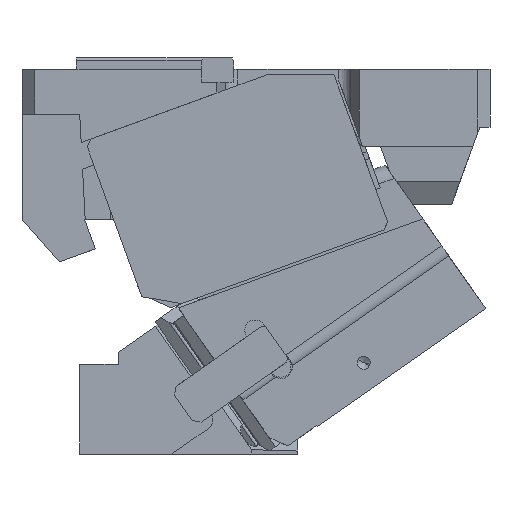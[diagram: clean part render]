
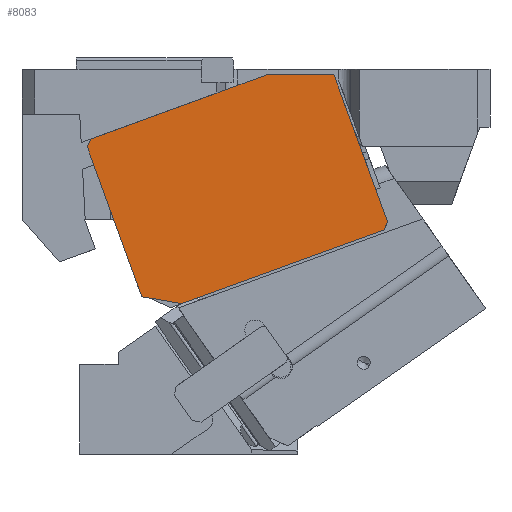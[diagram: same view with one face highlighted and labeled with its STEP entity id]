
A CAD part, front view. The second image highlights one B-rep face of the part: STEP entity #8083.
In plain terms, the highlighted planar face has unit normal (0, -1, 0).
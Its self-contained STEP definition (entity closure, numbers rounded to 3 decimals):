
#2563=CARTESIAN_POINT('Vertex',(-231.076,-126.,245.939)) ;
#2566=CARTESIAN_POINT('Line Origine',(-181.512,-126.,263.978)) ;
#2570=CARTESIAN_POINT('Vertex',(-131.949,-126.,282.018)) ;
#2664=CARTESIAN_POINT('Vertex',(-191.576,-126.,122.796)) ;
#2667=CARTESIAN_POINT('Line Origine',(-212.82,-126.,181.163)) ;
#2671=CARTESIAN_POINT('Vertex',(-234.064,-126.,239.53)) ;
#2882=CARTESIAN_POINT('Vertex',(-160.509,-126.,117.317)) ;
#2885=CARTESIAN_POINT('Line Origine',(-176.042,-126.,120.057)) ;
#3309=CARTESIAN_POINT('Vertex',(0.047,-126.,181.076)) ;
#3314=CARTESIAN_POINT('Line Origine',(-0.102,-126.,180.755)) ;
#3318=CARTESIAN_POINT('Vertex',(-0.252,-126.,180.435)) ;
#3321=CARTESIAN_POINT('Line Origine',(-1.597,-126.,177.551)) ;
#3325=CARTESIAN_POINT('Vertex',(-2.941,-126.,174.667)) ;
#5897=CARTESIAN_POINT('Vertex',(-115.,-126.,288.187)) ;
#5900=CARTESIAN_POINT('Line Origine',(-104.654,-126.,291.953)) ;
#5904=CARTESIAN_POINT('Vertex',(-94.308,-126.,295.718)) ;
#6571=CARTESIAN_POINT('Line Origine',(-68.26,-126.,295.718)) ;
#6575=CARTESIAN_POINT('Vertex',(-42.212,-126.,295.718)) ;
#6578=CARTESIAN_POINT('Line Origine',(-41.946,-126.,295.718)) ;
#6582=CARTESIAN_POINT('Vertex',(-41.679,-126.,295.718)) ;
#7977=CARTESIAN_POINT('Line Origine',(-20.816,-126.,238.397)) ;
#8019=CARTESIAN_POINT('Line Origine',(-81.725,-126.,145.992)) ;
#8031=CARTESIAN_POINT('Line Origine',(-123.474,-126.,285.103)) ;
#8059=CARTESIAN_POINT('Axis2P3D Location',(-91.518,-126.,105.182)) ;
#8064=CARTESIAN_POINT('Line Origine',(-232.57,-126.,242.735)) ;
#2567=DIRECTION('Vector Direction',(-0.94,0.,-0.342)) ;
#2668=DIRECTION('Vector Direction',(-0.342,0.,0.94)) ;
#2886=DIRECTION('Vector Direction',(-0.985,0.,0.174)) ;
#3315=DIRECTION('Vector Direction',(-0.423,0.,-0.906)) ;
#3322=DIRECTION('Vector Direction',(0.423,0.,0.906)) ;
#5901=DIRECTION('Vector Direction',(-0.94,0.,-0.342)) ;
#6572=DIRECTION('Vector Direction',(1.,0.,0.)) ;
#6579=DIRECTION('Vector Direction',(1.,0.,0.)) ;
#7978=DIRECTION('Vector Direction',(-0.342,0.,0.94)) ;
#8020=DIRECTION('Vector Direction',(-0.94,0.,-0.342)) ;
#8032=DIRECTION('Vector Direction',(-0.94,0.,-0.342)) ;
#8060=DIRECTION('Axis2P3D Direction',(0.,1.,0.)) ;
#8061=DIRECTION('Axis2P3D XDirection',(0.94,0.,0.342)) ;
#8065=DIRECTION('Vector Direction',(-0.423,0.,-0.906)) ;
#8062=AXIS2_PLACEMENT_3D('Plane Axis2P3D',#8059,#8060,#8061) ;
#8070=ORIENTED_EDGE('',*,*,#6584,.F.) ;
#8071=ORIENTED_EDGE('',*,*,#6577,.F.) ;
#8072=ORIENTED_EDGE('',*,*,#5906,.T.) ;
#8073=ORIENTED_EDGE('',*,*,#8035,.T.) ;
#8074=ORIENTED_EDGE('',*,*,#2572,.T.) ;
#8075=ORIENTED_EDGE('',*,*,#8068,.T.) ;
#8076=ORIENTED_EDGE('',*,*,#2673,.F.) ;
#8077=ORIENTED_EDGE('',*,*,#2889,.F.) ;
#8078=ORIENTED_EDGE('',*,*,#8023,.F.) ;
#8079=ORIENTED_EDGE('',*,*,#3327,.T.) ;
#8080=ORIENTED_EDGE('',*,*,#3320,.F.) ;
#8081=ORIENTED_EDGE('',*,*,#7981,.T.) ;
#2568=VECTOR('Line Direction',#2567,1.) ;
#2669=VECTOR('Line Direction',#2668,1.) ;
#2887=VECTOR('Line Direction',#2886,1.) ;
#3316=VECTOR('Line Direction',#3315,1.) ;
#3323=VECTOR('Line Direction',#3322,1.) ;
#5902=VECTOR('Line Direction',#5901,1.) ;
#6573=VECTOR('Line Direction',#6572,1.) ;
#6580=VECTOR('Line Direction',#6579,1.) ;
#7979=VECTOR('Line Direction',#7978,1.) ;
#8021=VECTOR('Line Direction',#8020,1.) ;
#8033=VECTOR('Line Direction',#8032,1.) ;
#8066=VECTOR('Line Direction',#8065,1.) ;
#8083=ADVANCED_FACE('CAM HOLDER',(#8082),#8063,.F.) ;
#2572=EDGE_CURVE('',#2571,#2564,#2569,.T.) ;
#2673=EDGE_CURVE('',#2665,#2672,#2670,.T.) ;
#2889=EDGE_CURVE('',#2883,#2665,#2888,.T.) ;
#3320=EDGE_CURVE('',#3310,#3319,#3317,.T.) ;
#3327=EDGE_CURVE('',#3326,#3319,#3324,.T.) ;
#5906=EDGE_CURVE('',#5905,#5898,#5903,.T.) ;
#6577=EDGE_CURVE('',#5905,#6576,#6574,.T.) ;
#6584=EDGE_CURVE('',#6576,#6583,#6581,.T.) ;
#7981=EDGE_CURVE('',#3310,#6583,#7980,.T.) ;
#8023=EDGE_CURVE('',#3326,#2883,#8022,.T.) ;
#8035=EDGE_CURVE('',#5898,#2571,#8034,.T.) ;
#8068=EDGE_CURVE('',#2564,#2672,#8067,.T.) ;
#8069=EDGE_LOOP('',(#8070,#8071,#8072,#8073,#8074,#8075,#8076,#8077,#8078,#8079,#8080,#8081)) ;
#8082=FACE_OUTER_BOUND('',#8069,.T.) ;
#2569=LINE('Line',#2566,#2568) ;
#2670=LINE('Line',#2667,#2669) ;
#2888=LINE('Line',#2885,#2887) ;
#3317=LINE('Line',#3314,#3316) ;
#3324=LINE('Line',#3321,#3323) ;
#5903=LINE('Line',#5900,#5902) ;
#6574=LINE('Line',#6571,#6573) ;
#6581=LINE('Line',#6578,#6580) ;
#7980=LINE('Line',#7977,#7979) ;
#8022=LINE('Line',#8019,#8021) ;
#8034=LINE('Line',#8031,#8033) ;
#8067=LINE('Line',#8064,#8066) ;
#8063=PLANE('Plane',#8062) ;
#2564=VERTEX_POINT('',#2563) ;
#2571=VERTEX_POINT('',#2570) ;
#2665=VERTEX_POINT('',#2664) ;
#2672=VERTEX_POINT('',#2671) ;
#2883=VERTEX_POINT('',#2882) ;
#3310=VERTEX_POINT('',#3309) ;
#3319=VERTEX_POINT('',#3318) ;
#3326=VERTEX_POINT('',#3325) ;
#5898=VERTEX_POINT('',#5897) ;
#5905=VERTEX_POINT('',#5904) ;
#6576=VERTEX_POINT('',#6575) ;
#6583=VERTEX_POINT('',#6582) ;
